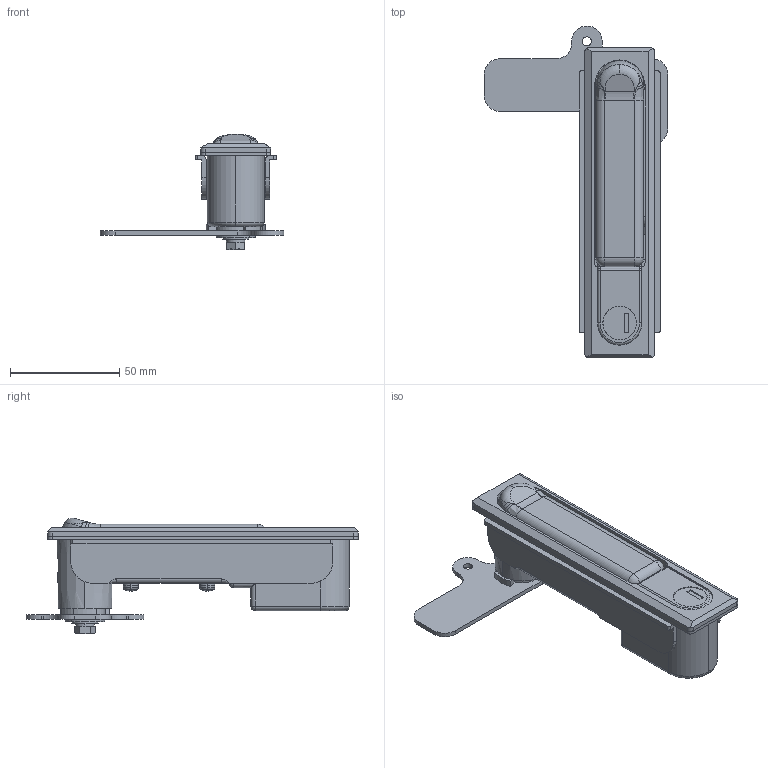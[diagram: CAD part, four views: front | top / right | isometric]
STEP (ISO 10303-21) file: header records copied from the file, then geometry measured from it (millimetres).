
FILE_DESCRIPTION (( 'STEP AP203' ), '1' );
FILE_NAME ('A-1480-3-TAK60.STEP', '2021-03-10T04:28:44', ( '' ), ( '' ), 'SwSTEP 2.0', 'SolidWorks 2018', '' );
FILE_SCHEMA (( 'CONFIG_CONTROL_DESIGN' ));
Length unit declared in the file: millimetre
Products named in the file (16): A-1480-3-TAK60_六角ボルト_内径基準ver1.06__M5x10十字穴付六角ボルト(SUS)SWシングルセムス(P2); A-1480-3-TAK60_シャフト__ハンドルシャフト; A-1480-3-TAK60_十字穴付小ねじ_内径基準ver1.04__M4x12十字穴付なべ小ねじ(SUS)SWシングルセムス(P2); A-1480-3-TAK60; A-1480-3-TAK60_ストッパー; A-1480-3-TAK60_ローター_; A-1480-3-TAK60_本体_; A-1480-3-TAK60_ハンドル_; A-1480-3-TAK60_仩8僗儁乕僒乕; A-1480-3-TAK60_ローターケース_; A-1480-3-TAK60_止め板_; A-1480-3-TAK60_平ワッシャーISO(新JIS)ver1.03__M5平ワッシャー(SUS)みがき丸(旧JIS); A-1480-3-TAK60_パッキン_; A-1480-3-TAK60_十字穴付皿小ねじ_内径基準ver1.03__M3x5十字穴付皿小ねじ(SUS); AC-1025-E-3,-4__AC-1025-E-4; A-1480-3-TAK60_回転軸_
Assembly tree (18 placements, depth 2):
  A-1480-3-TAK60
    A-1480-3-TAK60_本体_
    A-1480-3-TAK60_回転軸_
    A-1480-3-TAK60_ハンドル_
    A-1480-3-TAK60_シャフト__ハンドルシャフト
    A-1480-3-TAK60_ローターケース_
    A-1480-3-TAK60_ローター_
    A-1480-3-TAK60_パッキン_
    A-1480-3-TAK60_止め板_
    A-1480-3-TAK60_ストッパー
    A-1480-3-TAK60_仩8僗儁乕僒乕
    AC-1025-E-3,-4__AC-1025-E-4
    A-1480-3-TAK60_平ワッシャーISO(新JIS)ver1.03__M5平ワッシャー(SUS)みがき丸(旧JIS)
    A-1480-3-TAK60_六角ボルト_内径基準ver1.06__M5x10十字穴付六角ボルト(SUS)SWシングルセムス(P2)
    A-1480-3-TAK60_十字穴付小ねじ_内径基準ver1.04__M4x12十字穴付なべ小ねじ(SUS)SWシングルセムス(P2)  x2
    A-1480-3-TAK60_十字穴付皿小ねじ_内径基準ver1.03__M3x5十字穴付皿小ねじ(SUS)  x3
Bounding box: 84 x 152 x 52.87 mm (x, y, z)
Volume: 103128 mm3; surface area: 69107.2 mm2
Topology: 18 solids, 18 shells, 682 faces, 1721 edges, 1085 vertices
Faces by surface type: plane 330, cylinder 249, cone 50, bspline 19, sphere 18, torus 16
Entity records: 19448 total; most frequent: CARTESIAN_POINT 4016, DIRECTION 2932, ORIENTED_EDGE 2816, EDGE_CURVE 1408, AXIS2_PLACEMENT_3D 1081, VERTEX_POINT 894, VECTOR 770, LINE 770
